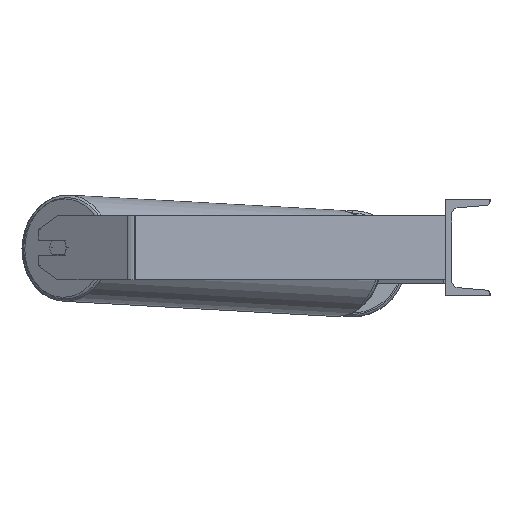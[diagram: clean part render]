
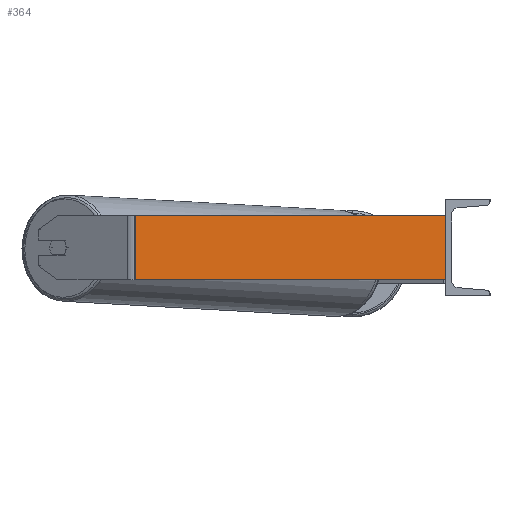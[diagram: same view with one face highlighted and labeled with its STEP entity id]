
A CAD part, left-side view. The second image highlights one B-rep face of the part: STEP entity #364.
In plain terms, the highlighted planar face has unit normal (-0.996, -0.087, 0).
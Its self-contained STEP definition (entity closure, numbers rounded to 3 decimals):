
#91 = VERTEX_POINT ( 'NONE', #203 ) ;
#203 = CARTESIAN_POINT ( 'NONE',  ( -918.922, 387.727, -40. ) ) ;
#247 = EDGE_CURVE ( 'NONE', #7640, #91, #5961, .T. ) ;
#259 = DIRECTION ( 'NONE',  ( -0.087, 0.996, 0. ) ) ;
#297 = DIRECTION ( 'NONE',  ( 0.087, -0.996, 0. ) ) ;
#364 = ADVANCED_FACE ( 'NONE', ( #8119 ), #3859, .F. ) ;
#693 = LINE ( 'NONE', #8412, #5431 ) ;
#883 = EDGE_LOOP ( 'NONE', ( #2472, #3105, #5749, #9032 ) ) ;
#1082 = EDGE_CURVE ( 'NONE', #3516, #6216, #693, .T. ) ;
#1603 = CARTESIAN_POINT ( 'NONE',  ( -919.429, 393.528, -40. ) ) ;
#1633 = CARTESIAN_POINT ( 'NONE',  ( -918.922, 387.727, 40. ) ) ;
#1703 = DIRECTION ( 'NONE',  ( 0., 0., -1. ) ) ;
#2472 = ORIENTED_EDGE ( 'NONE', *, *, #2623, .T. ) ;
#2623 = EDGE_CURVE ( 'NONE', #91, #6216, #6645, .T. ) ;
#3105 = ORIENTED_EDGE ( 'NONE', *, *, #1082, .F. ) ;
#3185 = DIRECTION ( 'NONE',  ( 0.996, 0.087, 0. ) ) ;
#3207 = VECTOR ( 'NONE', #297, 1000. ) ;
#3319 = LINE ( 'NONE', #8340, #7396 ) ;
#3516 = VERTEX_POINT ( 'NONE', #8650 ) ;
#3770 = CARTESIAN_POINT ( 'NONE',  ( -919.429, 393.528, 40. ) ) ;
#3859 = PLANE ( 'NONE',  #6268 ) ;
#4903 = DIRECTION ( 'NONE',  ( 0., 0., -1. ) ) ;
#4907 = VECTOR ( 'NONE', #1703, 1000. ) ;
#5431 = VECTOR ( 'NONE', #4903, 1000. ) ;
#5749 = ORIENTED_EDGE ( 'NONE', *, *, #5938, .F. ) ;
#5938 = EDGE_CURVE ( 'NONE', #7640, #3516, #3319, .T. ) ;
#5961 = LINE ( 'NONE', #8066, #4907 ) ;
#6216 = VERTEX_POINT ( 'NONE', #8776 ) ;
#6268 = AXIS2_PLACEMENT_3D ( 'NONE', #3770, #3185, #259 ) ;
#6645 = LINE ( 'NONE', #1603, #3207 ) ;
#6989 = DIRECTION ( 'NONE',  ( 0.087, -0.996, 0. ) ) ;
#7396 = VECTOR ( 'NONE', #6989, 1000. ) ;
#7640 = VERTEX_POINT ( 'NONE', #1633 ) ;
#8066 = CARTESIAN_POINT ( 'NONE',  ( -918.922, 387.727, 40. ) ) ;
#8119 = FACE_OUTER_BOUND ( 'NONE', #883, .T. ) ;
#8340 = CARTESIAN_POINT ( 'NONE',  ( -919.429, 393.528, 40. ) ) ;
#8412 = CARTESIAN_POINT ( 'NONE',  ( -885., 0., 40. ) ) ;
#8650 = CARTESIAN_POINT ( 'NONE',  ( -885., 0., 40. ) ) ;
#8776 = CARTESIAN_POINT ( 'NONE',  ( -885., 0., -40. ) ) ;
#9032 = ORIENTED_EDGE ( 'NONE', *, *, #247, .T. ) ;
